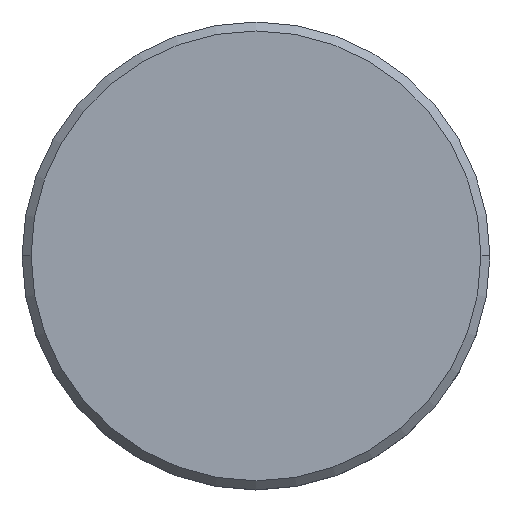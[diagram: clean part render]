
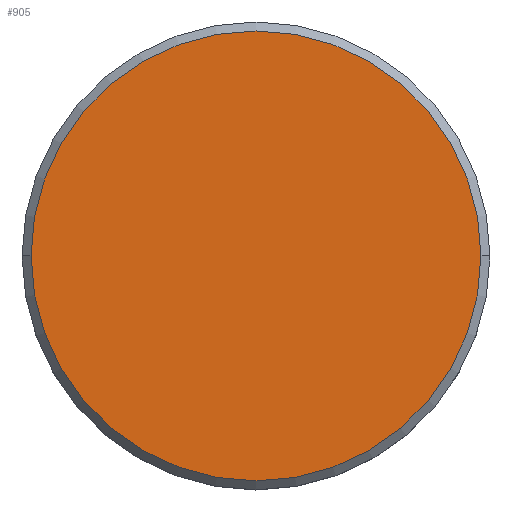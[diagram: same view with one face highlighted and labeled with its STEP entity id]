
A CAD part, top view. The second image highlights one B-rep face of the part: STEP entity #905.
In plain terms, the highlighted planar face has unit normal (0, 0, 1).
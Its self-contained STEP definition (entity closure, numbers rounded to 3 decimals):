
#62 = EDGE_LOOP ( 'NONE', ( #993, #75 ) ) ;
#67 = DIRECTION ( 'NONE',  ( 1., 0., 0. ) ) ;
#74 = DIRECTION ( 'NONE',  ( 0., 0., 1. ) ) ;
#75 = ORIENTED_EDGE ( 'NONE', *, *, #134, .T. ) ;
#86 = PLANE ( 'NONE',  #449 ) ;
#108 = CARTESIAN_POINT ( 'NONE',  ( 0., 0., 0. ) ) ;
#123 = CARTESIAN_POINT ( 'NONE',  ( 12.5, 0., 0. ) ) ;
#131 = DIRECTION ( 'NONE',  ( 1., 0., 0. ) ) ;
#134 = EDGE_CURVE ( 'NONE', #610, #379, #982, .T. ) ;
#379 = VERTEX_POINT ( 'NONE', #975 ) ;
#384 = DIRECTION ( 'NONE',  ( 0., 0., 1. ) ) ;
#418 = EDGE_CURVE ( 'NONE', #379, #610, #483, .T. ) ;
#437 = CARTESIAN_POINT ( 'NONE',  ( 0., 0., 0. ) ) ;
#449 = AXIS2_PLACEMENT_3D ( 'NONE', #798, #74, #710 ) ;
#456 = FACE_OUTER_BOUND ( 'NONE', #62, .T. ) ;
#483 = CIRCLE ( 'NONE', #771, 12.5 ) ;
#610 = VERTEX_POINT ( 'NONE', #123 ) ;
#648 = DIRECTION ( 'NONE',  ( 0., 0., 1. ) ) ;
#710 = DIRECTION ( 'NONE',  ( 1., 0., 0. ) ) ;
#724 = AXIS2_PLACEMENT_3D ( 'NONE', #108, #384, #131 ) ;
#771 = AXIS2_PLACEMENT_3D ( 'NONE', #437, #648, #67 ) ;
#798 = CARTESIAN_POINT ( 'NONE',  ( 0., 0., 0. ) ) ;
#905 = ADVANCED_FACE ( 'NONE', ( #456 ), #86, .T. ) ;
#975 = CARTESIAN_POINT ( 'NONE',  ( -12.5, 0., 0. ) ) ;
#982 = CIRCLE ( 'NONE', #724, 12.5 ) ;
#993 = ORIENTED_EDGE ( 'NONE', *, *, #418, .T. ) ;
